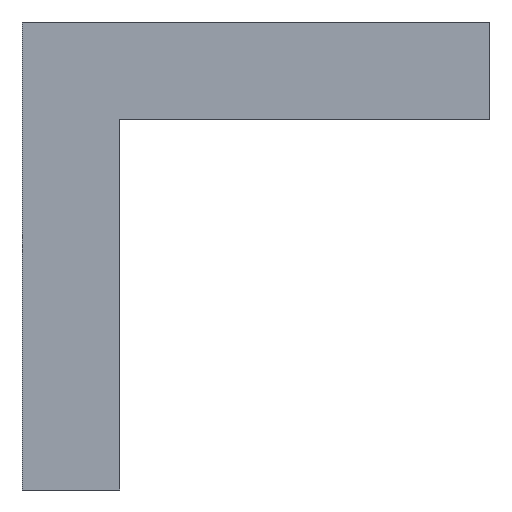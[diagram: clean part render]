
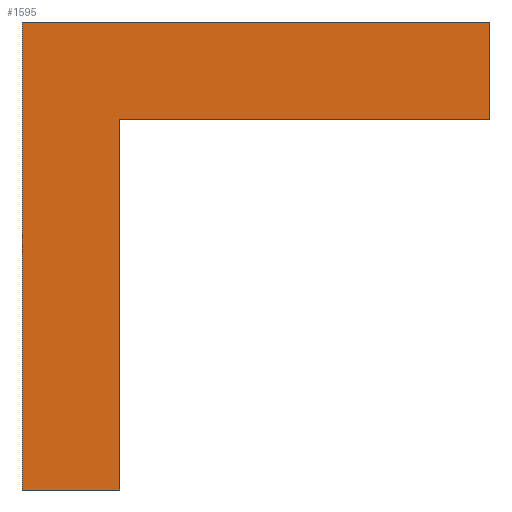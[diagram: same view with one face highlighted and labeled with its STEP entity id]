
A CAD part, front view. The second image highlights one B-rep face of the part: STEP entity #1595.
In plain terms, the highlighted planar face has unit normal (0, -1, 0).
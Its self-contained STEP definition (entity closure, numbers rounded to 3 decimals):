
#11 = DIRECTION ( 'NONE',  ( 0., 0., -1. ) ) ;
#19 = CARTESIAN_POINT ( 'NONE',  ( 0., 0., -12. ) ) ;
#73 = EDGE_CURVE ( 'NONE', #940, #1254, #1179, .T. ) ;
#254 = ORIENTED_EDGE ( 'NONE', *, *, #1141, .T. ) ;
#290 = CARTESIAN_POINT ( 'NONE',  ( 12., 0., 0. ) ) ;
#312 = CARTESIAN_POINT ( 'NONE',  ( 2.5, 0., -2.5 ) ) ;
#352 = CARTESIAN_POINT ( 'NONE',  ( 0., 0., 0. ) ) ;
#381 = ORIENTED_EDGE ( 'NONE', *, *, #1556, .T. ) ;
#383 = ORIENTED_EDGE ( 'NONE', *, *, #409, .T. ) ;
#394 = VECTOR ( 'NONE', #1492, 1000. ) ;
#409 = EDGE_CURVE ( 'NONE', #1136, #1210, #1554, .T. ) ;
#493 = EDGE_LOOP ( 'NONE', ( #254, #1882, #2176, #381, #383, #1030 ) ) ;
#655 = PLANE ( 'NONE',  #1534 ) ;
#671 = LINE ( 'NONE', #1048, #1887 ) ;
#674 = DIRECTION ( 'NONE',  ( 1., 0., 0. ) ) ;
#781 = LINE ( 'NONE', #1380, #2077 ) ;
#862 = CARTESIAN_POINT ( 'NONE',  ( 12., 0., -2.5 ) ) ;
#940 = VERTEX_POINT ( 'NONE', #1132 ) ;
#1030 = ORIENTED_EDGE ( 'NONE', *, *, #1248, .F. ) ;
#1048 = CARTESIAN_POINT ( 'NONE',  ( 2.5, 0., 0. ) ) ;
#1132 = CARTESIAN_POINT ( 'NONE',  ( 0., 0., 0. ) ) ;
#1136 = VERTEX_POINT ( 'NONE', #19 ) ;
#1141 = EDGE_CURVE ( 'NONE', #2167, #1765, #781, .T. ) ;
#1151 = CARTESIAN_POINT ( 'NONE',  ( 0., 0., 0. ) ) ;
#1179 = LINE ( 'NONE', #352, #1687 ) ;
#1210 = VERTEX_POINT ( 'NONE', #2064 ) ;
#1216 = DIRECTION ( 'NONE',  ( 1., 0., 0. ) ) ;
#1248 = EDGE_CURVE ( 'NONE', #2167, #1210, #671, .T. ) ;
#1254 = VERTEX_POINT ( 'NONE', #2084 ) ;
#1298 = CARTESIAN_POINT ( 'NONE',  ( 0., 0., -12. ) ) ;
#1326 = CARTESIAN_POINT ( 'NONE',  ( 0., 0., 0. ) ) ;
#1367 = VECTOR ( 'NONE', #1992, 1000. ) ;
#1380 = CARTESIAN_POINT ( 'NONE',  ( 0., 0., -2.5 ) ) ;
#1477 = DIRECTION ( 'NONE',  ( 1., 0., 0. ) ) ;
#1492 = DIRECTION ( 'NONE',  ( 0., 0., -1. ) ) ;
#1502 = EDGE_CURVE ( 'NONE', #1254, #1765, #1602, .T. ) ;
#1534 = AXIS2_PLACEMENT_3D ( 'NONE', #1151, #1663, #2001 ) ;
#1554 = LINE ( 'NONE', #1298, #2163 ) ;
#1556 = EDGE_CURVE ( 'NONE', #940, #1136, #1997, .T. ) ;
#1595 = ADVANCED_FACE ( 'NONE', ( #1705 ), #655, .F. ) ;
#1602 = LINE ( 'NONE', #290, #1367 ) ;
#1663 = DIRECTION ( 'NONE',  ( 0., 1., 0. ) ) ;
#1687 = VECTOR ( 'NONE', #674, 1000. ) ;
#1705 = FACE_OUTER_BOUND ( 'NONE', #493, .T. ) ;
#1765 = VERTEX_POINT ( 'NONE', #862 ) ;
#1882 = ORIENTED_EDGE ( 'NONE', *, *, #1502, .F. ) ;
#1887 = VECTOR ( 'NONE', #11, 1000. ) ;
#1992 = DIRECTION ( 'NONE',  ( 0., 0., -1. ) ) ;
#1997 = LINE ( 'NONE', #1326, #394 ) ;
#2001 = DIRECTION ( 'NONE',  ( 0., 0., 1. ) ) ;
#2064 = CARTESIAN_POINT ( 'NONE',  ( 2.5, 0., -12. ) ) ;
#2077 = VECTOR ( 'NONE', #1216, 1000. ) ;
#2084 = CARTESIAN_POINT ( 'NONE',  ( 12., 0., 0. ) ) ;
#2163 = VECTOR ( 'NONE', #1477, 1000. ) ;
#2167 = VERTEX_POINT ( 'NONE', #312 ) ;
#2176 = ORIENTED_EDGE ( 'NONE', *, *, #73, .F. ) ;
